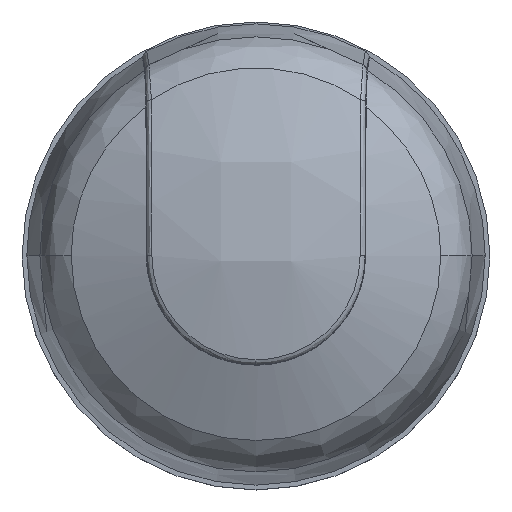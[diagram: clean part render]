
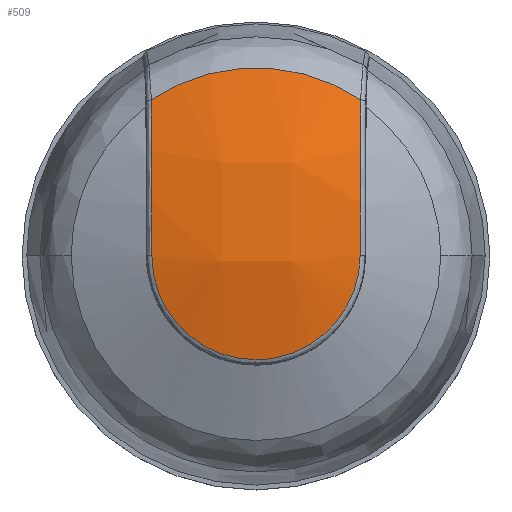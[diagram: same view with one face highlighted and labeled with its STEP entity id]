
A CAD part, top view. The second image highlights one B-rep face of the part: STEP entity #509.
In plain terms, the highlighted free-form (B-spline) face has degree [3, 3] with [4, 4] control points.
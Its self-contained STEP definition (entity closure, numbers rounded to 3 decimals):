
#509 = ADVANCED_FACE ( 'NONE', ( #24309 ), #18584, .T. ) ;
#855 = CARTESIAN_POINT ( 'NONE',  ( -15.661, 30.087, 58.029 ) ) ;
#905 = CARTESIAN_POINT ( 'NONE',  ( -15.661, 30.055, 58.029 ) ) ;
#928 = CARTESIAN_POINT ( 'NONE',  ( -15.661, 30.024, 58.029 ) ) ;
#961 = CARTESIAN_POINT ( 'NONE',  ( -15.659, 29.74, 58.029 ) ) ;
#1007 = CARTESIAN_POINT ( 'NONE',  ( -15.648, 29.487, 58.029 ) ) ;
#1033 = CARTESIAN_POINT ( 'NONE',  ( -15.557, 28.336, 58.029 ) ) ;
#1069 = CARTESIAN_POINT ( 'NONE',  ( -15.375, 27.45, 58.029 ) ) ;
#1113 = CARTESIAN_POINT ( 'NONE',  ( -14.795, 25.743, 58.029 ) ) ;
#1136 = CARTESIAN_POINT ( 'NONE',  ( -14.4, 24.929, 58.029 ) ) ;
#1175 = CARTESIAN_POINT ( 'NONE',  ( -13.419, 23.418, 58.029 ) ) ;
#1248 = CARTESIAN_POINT ( 'NONE',  ( -12.836, 22.726, 58.029 ) ) ;
#1286 = CARTESIAN_POINT ( 'NONE',  ( -11.512, 21.502, 58.029 ) ) ;
#1396 = CARTESIAN_POINT ( 'NONE',  ( -10.777, 20.975, 58.029 ) ) ;
#1506 = CARTESIAN_POINT ( 'NONE',  ( -9.193, 20.115, 58.029 ) ) ;
#1609 = CARTESIAN_POINT ( 'NONE',  ( -8.35, 19.786, 58.029 ) ) ;
#1712 = CARTESIAN_POINT ( 'NONE',  ( -4.804, 19.23, 58.029 ) ) ;
#1826 = CARTESIAN_POINT ( 'NONE',  ( -0.592, 20.04, 58.029 ) ) ;
#1989 = CARTESIAN_POINT ( 'NONE',  ( -6.603, 19.342, 58.029 ) ) ;
#1997 = VERTEX_POINT ( 'NONE', #23915 ) ;
#2707 = EDGE_CURVE ( 'NONE', #1997, #26862, #16919, .T. ) ;
#2743 = CARTESIAN_POINT ( 'NONE',  ( -5.705, 19.23, 58.029 ) ) ;
#3937 = EDGE_CURVE ( 'NONE', #24874, #5269, #22315, .T. ) ;
#4119 = CARTESIAN_POINT ( 'NONE',  ( 6.052, 29.977, 58.029 ) ) ;
#4220 = CARTESIAN_POINT ( 'NONE',  ( -3.665, 19.23, 58.029 ) ) ;
#5079 = CARTESIAN_POINT ( 'NONE',  ( 6.077, 41.057, 56.652 ) ) ;
#5269 = VERTEX_POINT ( 'NONE', #29685 ) ;
#6496 = CARTESIAN_POINT ( 'NONE',  ( 6.04, 29.043, 58.029 ) ) ;
#6508 = EDGE_CURVE ( 'NONE', #1997, #5269, #18572, .T. ) ;
#7044 = ORIENTED_EDGE ( 'NONE', *, *, #2707, .F. ) ;
#7170 = CARTESIAN_POINT ( 'NONE',  ( 6.053, 30.087, 58.029 ) ) ;
#7449 = CARTESIAN_POINT ( 'NONE',  ( -15.661, 30.087, 58.029 ) ) ;
#7465 = CARTESIAN_POINT ( 'NONE',  ( 6.11, 46.346, 54.717 ) ) ;
#7476 = CARTESIAN_POINT ( 'NONE',  ( -15.661, 32.833, 58.029 ) ) ;
#7487 = CARTESIAN_POINT ( 'NONE',  ( -15.666, 35.599, 57.756 ) ) ;
#7514 = CARTESIAN_POINT ( 'NONE',  ( -15.685, 41.057, 56.652 ) ) ;
#7551 = CARTESIAN_POINT ( 'NONE',  ( -15.7, 43.749, 55.821 ) ) ;
#7554 = CARTESIAN_POINT ( 'NONE',  ( -15.719, 46.346, 54.717 ) ) ;
#8964 = CARTESIAN_POINT ( 'NONE',  ( 5.449, 26.406, 58.029 ) ) ;
#9170 = EDGE_LOOP ( 'NONE', ( #29039, #23223, #7044, #22336, #28397 ) ) ;
#10040 = CARTESIAN_POINT ( 'NONE',  ( -15.847, 29.553, 59.275 ) ) ;
#10235 = CARTESIAN_POINT ( 'NONE',  ( -15.847, 19.415, 56.592 ) ) ;
#10251 = CARTESIAN_POINT ( 'NONE',  ( -15.847, 39.976, 58.126 ) ) ;
#10277 = CARTESIAN_POINT ( 'NONE',  ( -15.847, 49.286, 53.298 ) ) ;
#10291 = CARTESIAN_POINT ( 'NONE',  ( -8.569, 18.922, 58.455 ) ) ;
#10320 = CARTESIAN_POINT ( 'NONE',  ( -8.569, 29.528, 61.262 ) ) ;
#10348 = CARTESIAN_POINT ( 'NONE',  ( -8.569, 40.433, 60.06 ) ) ;
#10362 = CARTESIAN_POINT ( 'NONE',  ( -8.569, 50.173, 55.009 ) ) ;
#10400 = CARTESIAN_POINT ( 'NONE',  ( -1.04, 18.922, 58.455 ) ) ;
#10452 = CARTESIAN_POINT ( 'NONE',  ( -1.04, 29.528, 61.262 ) ) ;
#10465 = CARTESIAN_POINT ( 'NONE',  ( -1.04, 40.433, 60.06 ) ) ;
#10497 = CARTESIAN_POINT ( 'NONE',  ( -1.04, 50.173, 55.009 ) ) ;
#10508 = CARTESIAN_POINT ( 'NONE',  ( 6.239, 19.415, 56.592 ) ) ;
#10533 = CARTESIAN_POINT ( 'NONE',  ( 6.239, 29.553, 59.275 ) ) ;
#10559 = CARTESIAN_POINT ( 'NONE',  ( 6.239, 39.976, 58.126 ) ) ;
#10573 = CARTESIAN_POINT ( 'NONE',  ( 6.239, 49.286, 53.298 ) ) ;
#11393 = CARTESIAN_POINT ( 'NONE',  ( 4.228, 23.995, 58.029 ) ) ;
#12558 = VERTEX_POINT ( 'NONE', #7170 ) ;
#13393 = EDGE_CURVE ( 'NONE', #12558, #24874, #18990, .T. ) ;
#13740 = CARTESIAN_POINT ( 'NONE',  ( 6.053, 30.055, 58.029 ) ) ;
#13845 = CARTESIAN_POINT ( 'NONE',  ( 2.451, 21.96, 58.029 ) ) ;
#14738 = CARTESIAN_POINT ( 'NONE',  ( 6.053, 30.087, 58.029 ) ) ;
#16262 = CARTESIAN_POINT ( 'NONE',  ( 6.053, 30.087, 58.029 ) ) ;
#16367 = CARTESIAN_POINT ( 'NONE',  ( 0.227, 20.424, 58.029 ) ) ;
#16919 = CIRCLE ( 'NONE', #19455, 19.583 ) ;
#18572 = B_SPLINE_CURVE_WITH_KNOTS ( 'NONE', 3,
 ( #7554, #7551, #7514, #7487, #7476, #7449 ),
 .UNSPECIFIED., .F., .F.,
 ( 4, 2, 4 ),
 ( 0., 0.5, 1. ),
 .UNSPECIFIED. ) ;
#18584 =( BOUNDED_SURFACE ( )  B_SPLINE_SURFACE ( 3, 3, ( 
 ( #10235, #10040, #10251, #10277 ),
 ( #10291, #10320, #10348, #10362 ),
 ( #10400, #10452, #10465, #10497 ),
 ( #10508, #10533, #10559, #10573 ) ),
 .UNSPECIFIED., .F., .F., .F. ) 
 B_SPLINE_SURFACE_WITH_KNOTS ( ( 4, 4 ),
 ( 4, 4 ),
 ( 0., 1. ),
 ( 0., 1. ),
 .UNSPECIFIED. ) 
 GEOMETRIC_REPRESENTATION_ITEM ( )  RATIONAL_B_SPLINE_SURFACE ( (
 ( 1., 0.955, 0.955, 1.),
 ( 0.978, 0.934, 0.934, 0.978),
 ( 0.978, 0.934, 0.934, 0.978),
 ( 1., 0.955, 0.955, 1.) ) ) 
 REPRESENTATION_ITEM ( '' )  SURFACE ( )  );
#18744 = CARTESIAN_POINT ( 'NONE',  ( 6.053, 30.024, 58.029 ) ) ;
#18847 = CARTESIAN_POINT ( 'NONE',  ( -2.533, 19.409, 58.029 ) ) ;
#18990 = B_SPLINE_CURVE_WITH_KNOTS ( 'NONE', 3,
 ( #16262, #13740, #18744, #4119, #21231, #6496, #23694, #8964, #26087, #11393, #28476, #13845, #30797, #16367, #1826, #18847, #4220, #21333 ),
 .UNSPECIFIED., .F., .F.,
 ( 4, 2, 2, 2, 2, 2, 2, 2, 4 ),
 ( 0., 0.006, 0.008, 0.167, 0.325, 0.483, 0.642, 0.8, 1. ),
 .UNSPECIFIED. ) ;
#19149 = CARTESIAN_POINT ( 'NONE',  ( 6.11, 46.346, 54.717 ) ) ;
#19455 = AXIS2_PLACEMENT_3D ( 'NONE', #26040, #24869, #24763 ) ;
#19736 = CARTESIAN_POINT ( 'NONE',  ( 6.057, 35.599, 57.756 ) ) ;
#20372 = B_SPLINE_CURVE_WITH_KNOTS ( 'NONE', 3,
 ( #14738, #29308, #19736, #5079, #22209, #7465 ),
 .UNSPECIFIED., .F., .F.,
 ( 4, 2, 4 ),
 ( 0., 0.5, 1. ),
 .UNSPECIFIED. ) ;
#21231 = CARTESIAN_POINT ( 'NONE',  ( 6.052, 29.961, 58.029 ) ) ;
#21333 = CARTESIAN_POINT ( 'NONE',  ( -4.804, 19.23, 58.029 ) ) ;
#21343 = CARTESIAN_POINT ( 'NONE',  ( -4.804, 19.23, 58.029 ) ) ;
#22098 = EDGE_CURVE ( 'NONE', #12558, #26862, #20372, .T. ) ;
#22209 = CARTESIAN_POINT ( 'NONE',  ( 6.091, 43.749, 55.821 ) ) ;
#22315 = B_SPLINE_CURVE_WITH_KNOTS ( 'NONE', 3,
 ( #1712, #2743, #1989, #1609, #1506, #1396, #1286, #1248, #1175, #1136, #1113, #1069, #1033, #1007, #961, #928, #905, #855 ),
 .UNSPECIFIED., .F., .F.,
 ( 4, 2, 2, 2, 2, 2, 2, 2, 4 ),
 ( 0., 0.158, 0.317, 0.475, 0.633, 0.792, 0.95, 0.994, 1. ),
 .UNSPECIFIED. ) ;
#22336 = ORIENTED_EDGE ( 'NONE', *, *, #6508, .T. ) ;
#23223 = ORIENTED_EDGE ( 'NONE', *, *, #22098, .T. ) ;
#23694 = CARTESIAN_POINT ( 'NONE',  ( 5.916, 28.147, 58.029 ) ) ;
#23915 = CARTESIAN_POINT ( 'NONE',  ( -15.719, 46.346, 54.717 ) ) ;
#24309 = FACE_OUTER_BOUND ( 'NONE', #9170, .T. ) ;
#24763 = DIRECTION ( 'NONE',  ( 1., 0., 0. ) ) ;
#24869 = DIRECTION ( 'NONE',  ( 0., 0., -1. ) ) ;
#24874 = VERTEX_POINT ( 'NONE', #21343 ) ;
#26040 = CARTESIAN_POINT ( 'NONE',  ( -4.804, 30.087, 54.717 ) ) ;
#26087 = CARTESIAN_POINT ( 'NONE',  ( 5.109, 25.568, 58.029 ) ) ;
#26862 = VERTEX_POINT ( 'NONE', #19149 ) ;
#28397 = ORIENTED_EDGE ( 'NONE', *, *, #3937, .F. ) ;
#28476 = CARTESIAN_POINT ( 'NONE',  ( 3.691, 23.267, 58.029 ) ) ;
#29039 = ORIENTED_EDGE ( 'NONE', *, *, #13393, .F. ) ;
#29308 = CARTESIAN_POINT ( 'NONE',  ( 6.053, 32.833, 58.029 ) ) ;
#29685 = CARTESIAN_POINT ( 'NONE',  ( -15.661, 30.087, 58.029 ) ) ;
#30797 = CARTESIAN_POINT ( 'NONE',  ( 1.751, 21.386, 58.029 ) ) ;
